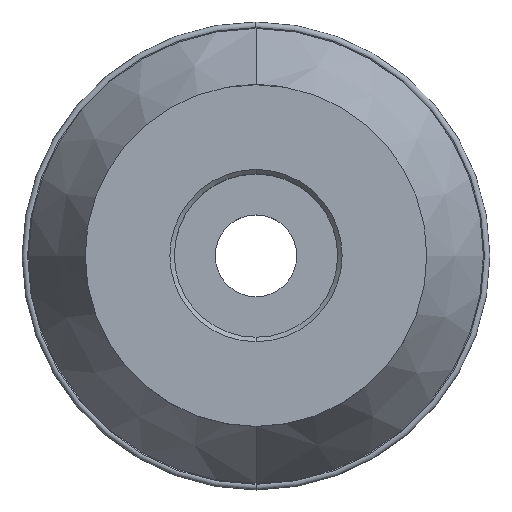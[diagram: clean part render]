
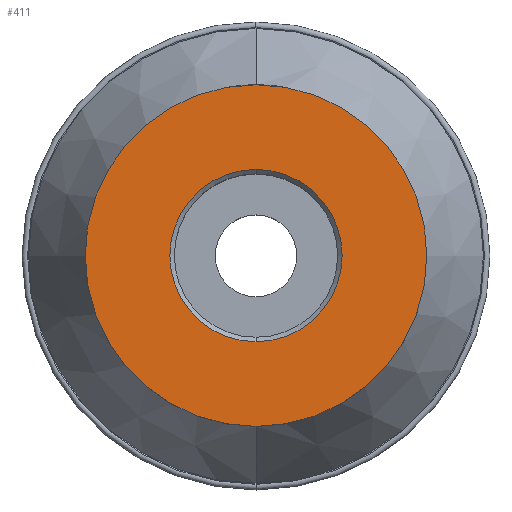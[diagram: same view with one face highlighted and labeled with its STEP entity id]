
A CAD part, top view. The second image highlights one B-rep face of the part: STEP entity #411.
In plain terms, the highlighted planar face has unit normal (0, 0, 1).
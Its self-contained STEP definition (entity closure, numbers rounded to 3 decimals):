
#303=VERTEX_POINT('',#811);
#309=VERTEX_POINT('',#819);
#411=ADVANCED_FACE('',(#932,#933),#934,.T.);
#447=EDGE_CURVE('',#303,#749,#973,.T.);
#455=VERTEX_POINT('',#981);
#655=EDGE_CURVE('',#749,#303,#1199,.T.);
#683=EDGE_CURVE('',#455,#309,#1234,.T.);
#727=EDGE_CURVE('',#309,#455,#1282,.T.);
#749=VERTEX_POINT('',#1307);
#811=CARTESIAN_POINT('',(0.0,23.0,0.0));
#819=CARTESIAN_POINT('',(0.,-11.6,0.0));
#932=FACE_BOUND('',#1604,.T.);
#933=FACE_OUTER_BOUND('',#1605,.T.);
#934=PLANE('',#1606);
#973=CIRCLE('',#1703,23.0);
#981=CARTESIAN_POINT('',(0.0,11.6,0.0));
#1199=CIRCLE('',#2169,23.0);
#1234=CIRCLE('',#2210,11.6);
#1282=CIRCLE('',#2308,11.6);
#1307=CARTESIAN_POINT('',(0.,-23.0,0.0));
#1604=EDGE_LOOP('',(#2588,#2589));
#1605=EDGE_LOOP('',(#2590,#2591));
#1606=AXIS2_PLACEMENT_3D('',#2592,#2593,#2594);
#1703=AXIS2_PLACEMENT_3D('',#2631,#2632,#2633);
#2169=AXIS2_PLACEMENT_3D('',#2900,#2901,#2902);
#2210=AXIS2_PLACEMENT_3D('',#2975,#2976,#2977);
#2308=AXIS2_PLACEMENT_3D('',#3034,#3035,#3036);
#2588=ORIENTED_EDGE('',*,*,#683,.T.);
#2589=ORIENTED_EDGE('',*,*,#727,.T.);
#2590=ORIENTED_EDGE('',*,*,#447,.F.);
#2591=ORIENTED_EDGE('',*,*,#655,.F.);
#2592=CARTESIAN_POINT('',(0.0,11.5,0.0));
#2593=DIRECTION('',(-0.0,0.0,1.0));
#2594=DIRECTION('',(0.0,-1.0,0.0));
#2631=CARTESIAN_POINT('',(0.0,0.0,0.0));
#2632=DIRECTION('',(0.0,0.0,-1.0));
#2633=DIRECTION('',(0.0,1.0,0.0));
#2900=CARTESIAN_POINT('',(0.0,0.0,0.0));
#2901=DIRECTION('',(0.0,0.0,-1.0));
#2902=DIRECTION('',(0.0,1.0,0.0));
#2975=CARTESIAN_POINT('',(0.0,0.0,0.0));
#2976=DIRECTION('',(-0.0,0.0,-1.0));
#2977=DIRECTION('',(0.0,1.0,0.0));
#3034=CARTESIAN_POINT('',(0.0,0.0,0.0));
#3035=DIRECTION('',(-0.0,0.0,-1.0));
#3036=DIRECTION('',(0.0,1.0,0.0));
